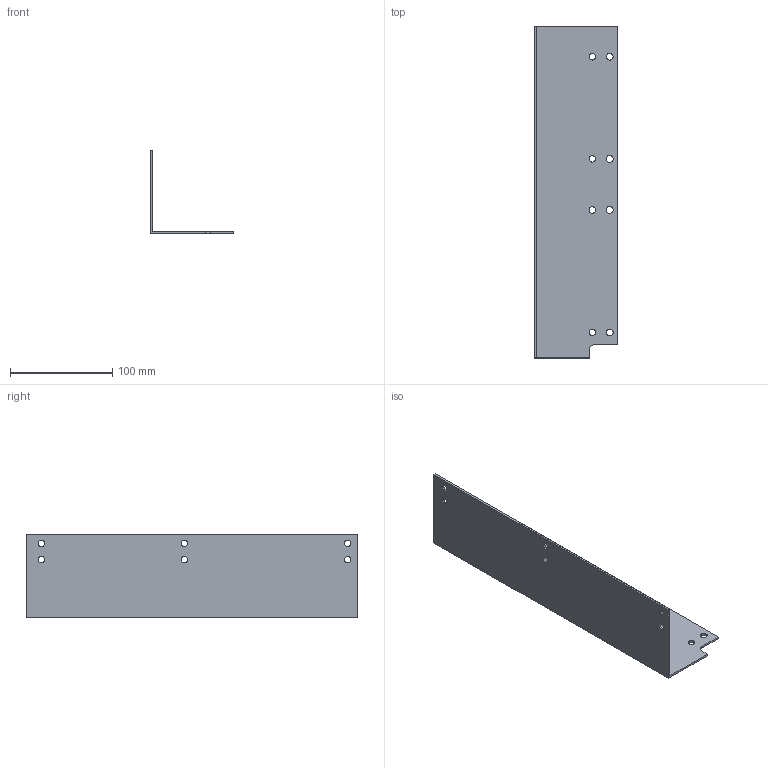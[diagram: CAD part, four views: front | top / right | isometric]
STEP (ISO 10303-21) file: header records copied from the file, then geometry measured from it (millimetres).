
FILE_DESCRIPTION(('FreeCAD Model'),'2;1');
FILE_NAME('Open CASCADE Shape Model','2024-10-15T06:34:50',(''),(''), 'Open CASCADE STEP processor 7.6','FreeCAD','Unknown');
FILE_SCHEMA(('CONFIG_CONTROL_DESIGN','SHAPE_APPEARANCE_LAYER_MIM'));
Length unit declared in the file: millimetre
Products named in the file (1): BottomLeftStiffenerPlate
Bounding box: 82 x 325 x 82 mm (x, y, z)
Volume: 103657.3 mm3; surface area: 106171.5 mm2
Topology: 1 solids, 1 shells, 25 faces, 69 edges, 46 vertices
Faces by surface type: cylinder 15, plane 10
Full cylindrical faces by diameter (mm): 6.4 x10, 6.7 x4
Entity records: 921 total; most frequent: DIRECTION 151, CARTESIAN_POINT 141, ORIENTED_EDGE 138, EDGE_CURVE 69, AXIS2_PLACEMENT_3D 56, FACE_BOUND 53, EDGE_LOOP 53, VERTEX_POINT 46
